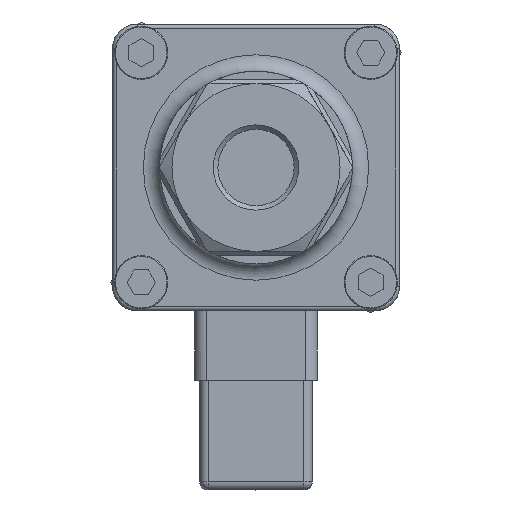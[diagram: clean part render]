
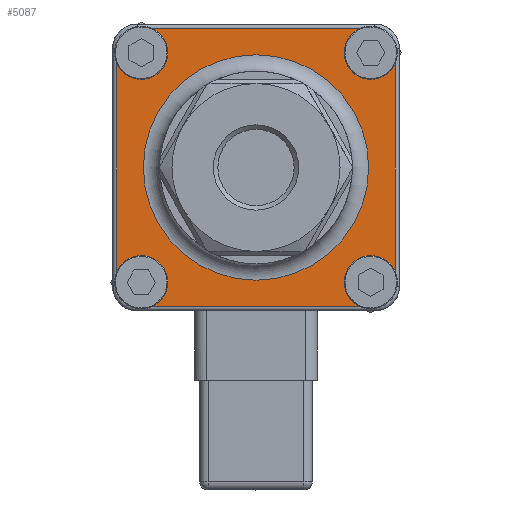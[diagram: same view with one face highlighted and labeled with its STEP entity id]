
A CAD part, front view. The second image highlights one B-rep face of the part: STEP entity #5087.
In plain terms, the highlighted planar face has unit normal (0, -1, 0).
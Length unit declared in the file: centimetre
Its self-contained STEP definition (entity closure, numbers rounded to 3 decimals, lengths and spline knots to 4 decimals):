
#195=PLANE('',#5499);
#421=FACE_OUTER_BOUND('',#1195,.T.);
#1024=FACE_BOUND('',#1196,.T.);
#1195=EDGE_LOOP('',(#3900,#3901,#3902,#3903,#3904,#3905,#3906,#3907));
#1196=EDGE_LOOP('',(#3908));
#1592=LINE('',#7940,#1924);
#1593=LINE('',#7944,#1925);
#1594=LINE('',#7948,#1926);
#1595=LINE('',#7951,#1927);
#1924=VECTOR('',#6296,5.2158);
#1925=VECTOR('',#6299,5.2158);
#1926=VECTOR('',#6302,5.2158);
#1927=VECTOR('',#6305,5.2158);
#2272=CIRCLE('',#5500,0.63);
#2273=CIRCLE('',#5501,0.63);
#2274=CIRCLE('',#5502,0.63);
#2275=CIRCLE('',#5503,0.63);
#2276=CIRCLE('',#5504,2.75);
#2577=VERTEX_POINT('',#7936);
#2578=VERTEX_POINT('',#7937);
#2579=VERTEX_POINT('',#7939);
#2580=VERTEX_POINT('',#7941);
#2581=VERTEX_POINT('',#7943);
#2582=VERTEX_POINT('',#7945);
#2583=VERTEX_POINT('',#7947);
#2584=VERTEX_POINT('',#7949);
#2585=VERTEX_POINT('',#7952);
#3085=EDGE_CURVE('',#2577,#2578,#2272,.T.);
#3086=EDGE_CURVE('',#2578,#2579,#1592,.T.);
#3087=EDGE_CURVE('',#2579,#2580,#2273,.T.);
#3088=EDGE_CURVE('',#2580,#2581,#1593,.T.);
#3089=EDGE_CURVE('',#2581,#2582,#2274,.T.);
#3090=EDGE_CURVE('',#2582,#2583,#1594,.T.);
#3091=EDGE_CURVE('',#2583,#2584,#2275,.T.);
#3092=EDGE_CURVE('',#2584,#2577,#1595,.T.);
#3093=EDGE_CURVE('',#2585,#2585,#2276,.T.);
#3900=ORIENTED_EDGE('',*,*,#3085,.T.);
#3901=ORIENTED_EDGE('',*,*,#3086,.T.);
#3902=ORIENTED_EDGE('',*,*,#3087,.T.);
#3903=ORIENTED_EDGE('',*,*,#3088,.T.);
#3904=ORIENTED_EDGE('',*,*,#3089,.T.);
#3905=ORIENTED_EDGE('',*,*,#3090,.T.);
#3906=ORIENTED_EDGE('',*,*,#3091,.T.);
#3907=ORIENTED_EDGE('',*,*,#3092,.T.);
#3908=ORIENTED_EDGE('',*,*,#3093,.T.);
#5087=ADVANCED_FACE('',(#421,#1024),#195,.F.);
#5499=AXIS2_PLACEMENT_3D('',#7935,#6292,#6293);
#5500=AXIS2_PLACEMENT_3D('',#7938,#6294,#6295);
#5501=AXIS2_PLACEMENT_3D('',#7942,#6297,#6298);
#5502=AXIS2_PLACEMENT_3D('',#7946,#6300,#6301);
#5503=AXIS2_PLACEMENT_3D('',#7950,#6303,#6304);
#5504=AXIS2_PLACEMENT_3D('',#7953,#6306,#6307);
#6292=DIRECTION('center_axis',(0.,1.,0.));
#6293=DIRECTION('ref_axis',(0.,0.,-1.));
#6294=DIRECTION('center_axis',(0.,1.,0.));
#6295=DIRECTION('ref_axis',(0.,0.,
1.));
#6296=DIRECTION('',(-1.,0.,0.));
#6297=DIRECTION('center_axis',(0.,1.,0.));
#6298=DIRECTION('ref_axis',(-1.,0.,0.));
#6299=DIRECTION('',(0.,0.,-1.));
#6300=DIRECTION('center_axis',(0.,1.,0.));
#6301=DIRECTION('ref_axis',(0.,0.,
-1.));
#6302=DIRECTION('',(1.,0.,0.));
#6303=DIRECTION('center_axis',(0.,1.,0.));
#6304=DIRECTION('ref_axis',(1.,0.,0.));
#6305=DIRECTION('',(0.,0.,1.));
#6306=DIRECTION('center_axis',(0.,1.,0.));
#6307=DIRECTION('ref_axis',(0.,0.,
-1.));
#7935=CARTESIAN_POINT('Origin',(3.5,-12.4,-3.5));
#7936=CARTESIAN_POINT('',(3.4,-12.4,2.6079));
#7937=CARTESIAN_POINT('',(2.6079,-12.4,3.4));
#7938=CARTESIAN_POINT('Origin',(2.8,-12.4,2.8));
#7939=CARTESIAN_POINT('',(-2.6079,-12.4,3.4));
#7940=CARTESIAN_POINT('',(3.5,-12.4,3.4));
#7941=CARTESIAN_POINT('',(-3.4,-12.4,2.6079));
#7942=CARTESIAN_POINT('Origin',(-2.8,-12.4,2.8));
#7943=CARTESIAN_POINT('',(-3.4,-12.4,-2.6079));
#7944=CARTESIAN_POINT('',(-3.4,-12.4,-3.5));
#7945=CARTESIAN_POINT('',(-2.6079,-12.4,-3.4));
#7946=CARTESIAN_POINT('Origin',(-2.8,-12.4,-2.8));
#7947=CARTESIAN_POINT('',(2.6079,-12.4,-3.4));
#7948=CARTESIAN_POINT('',(3.5,-12.4,-3.4));
#7949=CARTESIAN_POINT('',(3.4,-12.4,-2.6079));
#7950=CARTESIAN_POINT('Origin',(2.8,-12.4,-2.8));
#7951=CARTESIAN_POINT('',(3.4,-12.4,-3.5));
#7952=CARTESIAN_POINT('',(0.,-12.4,-2.75));
#7953=CARTESIAN_POINT('Origin',(0.,-12.4,0.));
